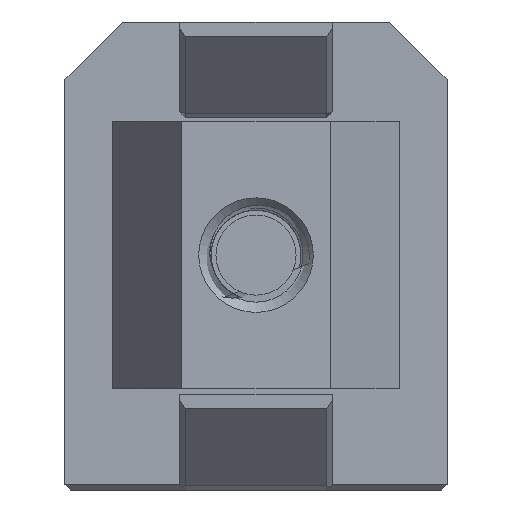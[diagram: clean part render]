
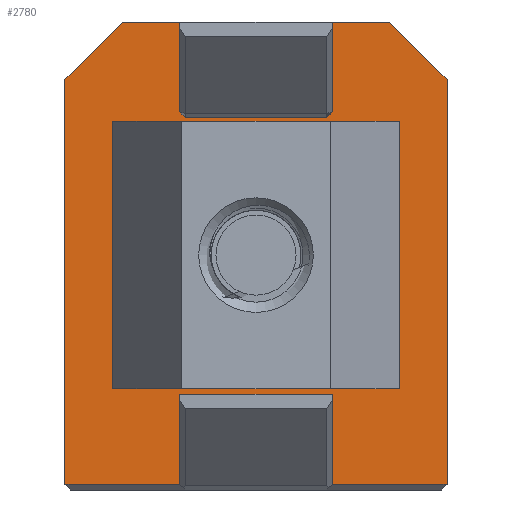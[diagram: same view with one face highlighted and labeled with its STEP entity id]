
A CAD part, front view. The second image highlights one B-rep face of the part: STEP entity #2780.
In plain terms, the highlighted planar face has unit normal (0, -1, 0).
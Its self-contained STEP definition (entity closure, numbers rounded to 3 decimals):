
#50=FACE_BOUND('',#465,.T.);
#117=PLANE('',#3007);
#295=FACE_OUTER_BOUND('',#464,.T.);
#464=EDGE_LOOP('',(#2418,#2419,#2420,#2421,#2422,#2423,#2424,#2425,#2426,
#2427,#2428,#2429,#2430,#2431,#2432,#2433));
#465=EDGE_LOOP('',(#2434,#2435,#2436,#2437));
#545=CIRCLE('',#3008,3.1);
#750=LINE('',#7110,#1006);
#761=LINE('',#7131,#1017);
#764=LINE('',#7136,#1020);
#770=LINE('',#7146,#1026);
#782=LINE('',#7171,#1038);
#793=LINE('',#7193,#1049);
#794=LINE('',#7196,#1050);
#832=LINE('',#8685,#1088);
#836=LINE('',#8693,#1092);
#838=LINE('',#8696,#1094);
#844=LINE('',#8707,#1100);
#845=LINE('',#8708,#1101);
#846=LINE('',#8710,#1102);
#847=LINE('',#8711,#1103);
#848=LINE('',#8712,#1104);
#849=LINE('',#8713,#1105);
#850=LINE('',#8716,#1106);
#851=LINE('',#8718,#1107);
#852=LINE('',#8720,#1108);
#1006=VECTOR('',#3386,10.);
#1017=VECTOR('',#3405,10.);
#1020=VECTOR('',#3410,10.);
#1026=VECTOR('',#3420,10.);
#1038=VECTOR('',#3444,10.);
#1049=VECTOR('',#3467,10.);
#1050=VECTOR('',#3470,10.);
#1088=VECTOR('',#3568,10.);
#1092=VECTOR('',#3574,10.);
#1094=VECTOR('',#3576,10.);
#1100=VECTOR('',#3584,10.);
#1101=VECTOR('',#3585,10.);
#1102=VECTOR('',#3586,10.);
#1103=VECTOR('',#3587,10.);
#1104=VECTOR('',#3588,10.);
#1105=VECTOR('',#3589,10.);
#1106=VECTOR('',#3590,10.);
#1107=VECTOR('',#3591,10.);
#1108=VECTOR('',#3592,10.);
#1297=VERTEX_POINT('',#7084);
#1306=VERTEX_POINT('',#7108);
#1307=VERTEX_POINT('',#7109);
#1312=VERTEX_POINT('',#7129);
#1313=VERTEX_POINT('',#7130);
#1314=VERTEX_POINT('',#7135);
#1322=VERTEX_POINT('',#7164);
#1323=VERTEX_POINT('',#7169);
#1328=VERTEX_POINT('',#7189);
#1329=VERTEX_POINT('',#7195);
#1365=VERTEX_POINT('',#8683);
#1366=VERTEX_POINT('',#8684);
#1369=VERTEX_POINT('',#8692);
#1370=VERTEX_POINT('',#8695);
#1374=VERTEX_POINT('',#8706);
#1375=VERTEX_POINT('',#8709);
#1376=VERTEX_POINT('',#8714);
#1377=VERTEX_POINT('',#8715);
#1378=VERTEX_POINT('',#8717);
#1379=VERTEX_POINT('',#8719);
#1625=EDGE_CURVE('',#1306,#1307,#750,.F.);
#1636=EDGE_CURVE('',#1312,#1313,#761,.F.);
#1639=EDGE_CURVE('',#1314,#1307,#764,.T.);
#1645=EDGE_CURVE('',#1313,#1306,#770,.T.);
#1657=EDGE_CURVE('',#1323,#1322,#782,.T.);
#1668=EDGE_CURVE('',#1297,#1328,#793,.T.);
#1669=EDGE_CURVE('',#1329,#1322,#794,.T.);
#1727=EDGE_CURVE('',#1365,#1366,#832,.T.);
#1731=EDGE_CURVE('',#1366,#1369,#836,.T.);
#1733=EDGE_CURVE('',#1314,#1370,#838,.T.);
#1739=EDGE_CURVE('',#1297,#1374,#844,.T.);
#1740=EDGE_CURVE('',#1329,#1374,#845,.T.);
#1741=EDGE_CURVE('',#1323,#1375,#846,.T.);
#1742=EDGE_CURVE('',#1370,#1375,#847,.T.);
#1743=EDGE_CURVE('',#1312,#1369,#848,.T.);
#1744=EDGE_CURVE('',#1328,#1365,#849,.T.);
#1745=EDGE_CURVE('',#1376,#1377,#850,.T.);
#1746=EDGE_CURVE('',#1378,#1376,#851,.T.);
#1747=EDGE_CURVE('',#1379,#1378,#852,.T.);
#1748=EDGE_CURVE('',#1377,#1379,#545,.T.);
#2418=ORIENTED_EDGE('',*,*,#1668,.F.);
#2419=ORIENTED_EDGE('',*,*,#1739,.T.);
#2420=ORIENTED_EDGE('',*,*,#1740,.F.);
#2421=ORIENTED_EDGE('',*,*,#1669,.T.);
#2422=ORIENTED_EDGE('',*,*,#1657,.F.);
#2423=ORIENTED_EDGE('',*,*,#1741,.T.);
#2424=ORIENTED_EDGE('',*,*,#1742,.F.);
#2425=ORIENTED_EDGE('',*,*,#1733,.F.);
#2426=ORIENTED_EDGE('',*,*,#1639,.T.);
#2427=ORIENTED_EDGE('',*,*,#1625,.F.);
#2428=ORIENTED_EDGE('',*,*,#1645,.F.);
#2429=ORIENTED_EDGE('',*,*,#1636,.F.);
#2430=ORIENTED_EDGE('',*,*,#1743,.T.);
#2431=ORIENTED_EDGE('',*,*,#1731,.F.);
#2432=ORIENTED_EDGE('',*,*,#1727,.F.);
#2433=ORIENTED_EDGE('',*,*,#1744,.F.);
#2434=ORIENTED_EDGE('',*,*,#1745,.F.);
#2435=ORIENTED_EDGE('',*,*,#1746,.F.);
#2436=ORIENTED_EDGE('',*,*,#1747,.F.);
#2437=ORIENTED_EDGE('',*,*,#1748,.F.);
#2780=ADVANCED_FACE('',(#295,#50),#117,.T.);
#3007=AXIS2_PLACEMENT_3D('',#8705,#3582,#3583);
#3008=AXIS2_PLACEMENT_3D('',#8721,#3593,#3594);
#3386=DIRECTION('',(-0.707,0.,-0.707));
#3405=DIRECTION('',(-0.707,0.,0.707));
#3410=DIRECTION('',(0.,0.,-1.));
#3420=DIRECTION('',(1.,0.,0.));
#3444=DIRECTION('',(-1.,0.,0.));
#3467=DIRECTION('',(-1.,0.,0.));
#3470=DIRECTION('',(0.,0.,-1.));
#3568=DIRECTION('',(0.707,0.,0.707));
#3574=DIRECTION('',(1.,0.,0.));
#3576=DIRECTION('',(1.,0.,0.));
#3582=DIRECTION('center_axis',(0.,-1.,0.));
#3583=DIRECTION('ref_axis',(-1.,0.,0.));
#3584=DIRECTION('',(0.,0.,1.));
#3585=DIRECTION('',(-1.,0.,0.));
#3586=DIRECTION('',(0.,0.,1.));
#3587=DIRECTION('',(0.707,0.,-0.707));
#3588=DIRECTION('',(0.,0.,1.));
#3589=DIRECTION('',(0.,0.,1.));
#3590=DIRECTION('',(-0.866,0.,-0.5));
#3591=DIRECTION('',(-1.,0.,0.));
#3592=DIRECTION('',(-0.866,0.,0.5));
#3593=DIRECTION('center_axis',(0.,-1.,0.));
#3594=DIRECTION('ref_axis',(-1.,0.,0.));
#7084=CARTESIAN_POINT('',(6.,0.,-7.7));
#7108=CARTESIAN_POINT('',(13.7,0.,11.5));
#7109=CARTESIAN_POINT('',(14.,0.,11.8));
#7110=CARTESIAN_POINT('',(12.475,0.,10.275));
#7129=CARTESIAN_POINT('',(6.,0.,11.8));
#7130=CARTESIAN_POINT('',(6.3,0.,11.5));
#7131=CARTESIAN_POINT('',(12.525,0.,5.275));
#7135=CARTESIAN_POINT('',(14.,0.,16.5));
#7136=CARTESIAN_POINT('',(14.,0.,0.));
#7146=CARTESIAN_POINT('',(12.113,0.,11.5));
#7164=CARTESIAN_POINT('',(14.,0.,-7.7));
#7169=CARTESIAN_POINT('',(20.,0.,-7.7));
#7171=CARTESIAN_POINT('',(15.,0.,-7.7));
#7189=CARTESIAN_POINT('',(0.,0.,-7.7));
#7193=CARTESIAN_POINT('',(15.,0.,-7.7));
#7195=CARTESIAN_POINT('',(14.,0.,-3.));
#7196=CARTESIAN_POINT('',(14.,0.,0.));
#8683=CARTESIAN_POINT('',(0.,0.,13.5));
#8684=CARTESIAN_POINT('',(3.,0.,16.5));
#8685=CARTESIAN_POINT('',(2.375,0.,15.875));
#8692=CARTESIAN_POINT('',(6.,0.,16.5));
#8693=CARTESIAN_POINT('',(0.,0.,16.5));
#8695=CARTESIAN_POINT('',(17.,0.,16.5));
#8696=CARTESIAN_POINT('',(0.,0.,16.5));
#8705=CARTESIAN_POINT('Origin',(20.,0.,0.));
#8706=CARTESIAN_POINT('',(6.,0.,-3.));
#8707=CARTESIAN_POINT('',(6.,0.,0.));
#8708=CARTESIAN_POINT('',(7.888,0.,-3.));
#8709=CARTESIAN_POINT('',(20.,0.,13.5));
#8710=CARTESIAN_POINT('',(20.,0.,0.));
#8711=CARTESIAN_POINT('',(22.625,0.,10.875));
#8712=CARTESIAN_POINT('',(6.,0.,0.));
#8713=CARTESIAN_POINT('',(0.,0.,0.));
#8714=CARTESIAN_POINT('',(9.516,0.,7.55));
#8715=CARTESIAN_POINT('',(8.45,0.,6.935));
#8716=CARTESIAN_POINT('',(8.983,0.,7.242));
#8717=CARTESIAN_POINT('',(10.484,0.,7.55));
#8718=CARTESIAN_POINT('',(10.242,0.,7.55));
#8719=CARTESIAN_POINT('',(11.55,0.,6.935));
#8720=CARTESIAN_POINT('',(11.55,0.,6.935));
#8721=CARTESIAN_POINT('Origin',(10.,0.,4.25));
